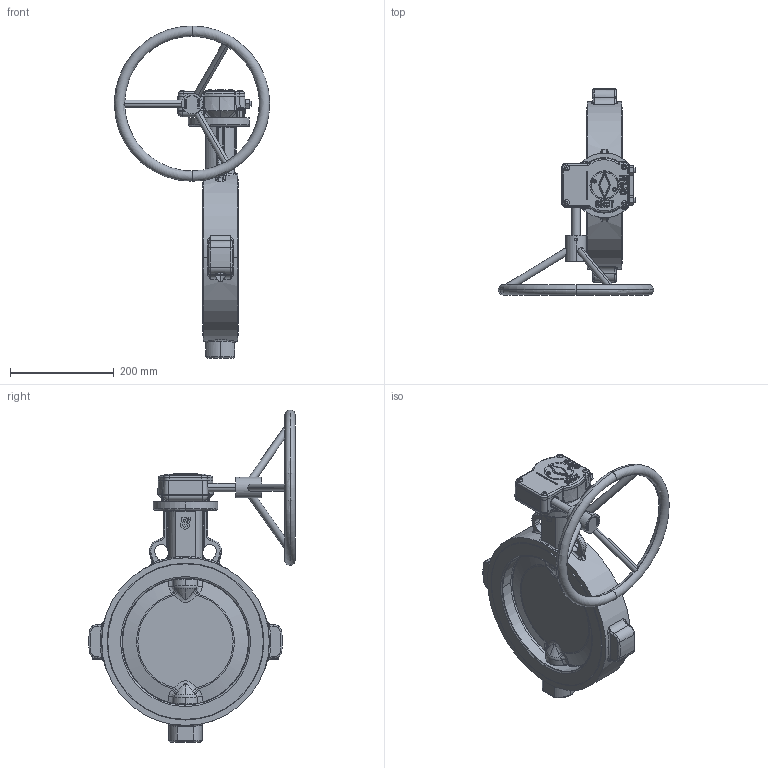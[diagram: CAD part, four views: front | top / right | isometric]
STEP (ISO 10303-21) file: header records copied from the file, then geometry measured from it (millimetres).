
FILE_DESCRIPTION(('HOOPS Exchange Step'),'2;1');
FILE_NAME('AK09_DN250_PN10-16_ansi150_jis10k_Handgetriebe.stp','2025-10-06T11:14:57+02:00',('nieru'),('Unknown organisation'),'HOOPS Exchange 2024.2','HOOPS Exchange','Unknown authorisation');
FILE_SCHEMA( ('AP203_CONFIGURATION_CONTROLLED_3D_DESIGN_OF_MECHANICAL_PARTS_AND_ASSEMBLIES_MIM_LF') );
Length unit declared in the file: millimetre
Products named in the file (3): 0; root
Assembly tree (2 placements, depth 3):
  root
    0
      0
Bounding box: 300 x 398.9 x 641.5 mm (x, y, z)
Volume: 4723112.7 mm3; surface area: 710808.7 mm2
Topology: 3 solids, 25 shells, 2116 faces, 5454 edges, 3350 vertices
Faces by surface type: cylinder 493, plane 480, bspline 444, cone 312, torus 300, sphere 87
Full cylindrical faces by diameter (mm): 5 x1
Entity records: 113907 total; most frequent: CARTESIAN_POINT 67548, ORIENTED_EDGE 10686, DIRECTION 7824, EDGE_CURVE 5343, VERTEX_POINT 3350, AXIS2_PLACEMENT_3D 3264, EDGE_LOOP 2249, FACE_BOUND 2249
